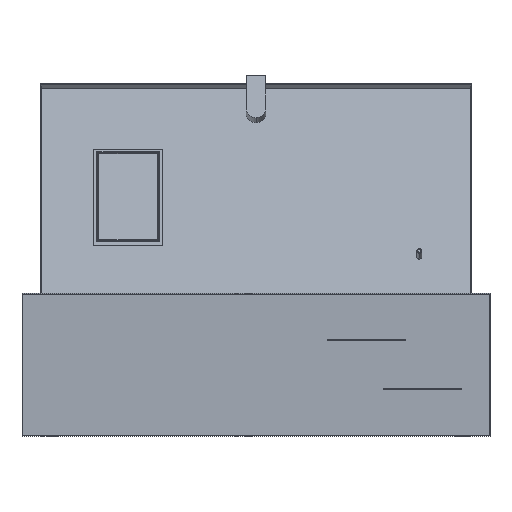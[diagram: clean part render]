
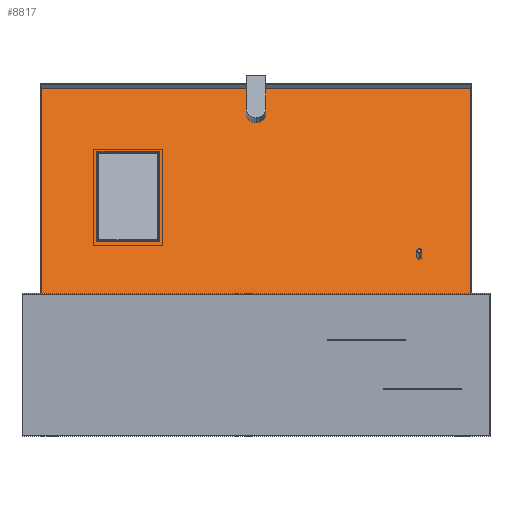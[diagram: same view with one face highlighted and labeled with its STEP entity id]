
A CAD part, left-side view. The second image highlights one B-rep face of the part: STEP entity #8817.
In plain terms, the highlighted face is planar.
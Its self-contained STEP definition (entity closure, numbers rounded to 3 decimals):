
#16 = CARTESIAN_POINT ( 'NONE',  ( 55., 111.5, -1. ) ) ;
#128 = EDGE_CURVE ( 'NONE', #13338, #6787, #3447, .T. ) ;
#140 = CIRCLE ( 'NONE', #4159, 11.5 ) ;
#395 = EDGE_CURVE ( 'NONE', #6787, #5296, #8785, .T. ) ;
#485 = CARTESIAN_POINT ( 'NONE',  ( 0., -247.5, -1. ) ) ;
#527 = ORIENTED_EDGE ( 'NONE', *, *, #3568, .T. ) ;
#534 = ORIENTED_EDGE ( 'NONE', *, *, #8779, .T. ) ;
#634 = CARTESIAN_POINT ( 'NONE',  ( -91., 0., -1. ) ) ;
#742 = LINE ( 'NONE', #8436, #6455 ) ;
#799 = CARTESIAN_POINT ( 'NONE',  ( -132.5, 247.5, -1. ) ) ;
#888 = DIRECTION ( 'NONE',  ( 1., 0., 0. ) ) ;
#933 = CARTESIAN_POINT ( 'NONE',  ( -55., 183.5, -1. ) ) ;
#1148 = CARTESIAN_POINT ( 'NONE',  ( -102.5, 0., -1. ) ) ;
#1260 = DIRECTION ( 'NONE',  ( 0., -1., 0. ) ) ;
#1319 = PLANE ( 'NONE',  #13243 ) ;
#1393 = EDGE_LOOP ( 'NONE', ( #8726, #6041 ) ) ;
#1550 = VECTOR ( 'NONE', #9900, 1000. ) ;
#1590 = ORIENTED_EDGE ( 'NONE', *, *, #9788, .T. ) ;
#1725 = DIRECTION ( 'NONE',  ( 1., 0., 0. ) ) ;
#1890 = DIRECTION ( 'NONE',  ( 0., 1., 0. ) ) ;
#1964 = CARTESIAN_POINT ( 'NONE',  ( 73.5, -188.5, -1. ) ) ;
#2332 = CARTESIAN_POINT ( 'NONE',  ( 132.5, 0., -1. ) ) ;
#2369 = CARTESIAN_POINT ( 'NONE',  ( 76.5, -188.5, -1. ) ) ;
#2388 = CARTESIAN_POINT ( 'NONE',  ( 55., 0., -1. ) ) ;
#2484 = ORIENTED_EDGE ( 'NONE', *, *, #13299, .F. ) ;
#2838 = DIRECTION ( 'NONE',  ( -1., 0., 0. ) ) ;
#2841 = FACE_OUTER_BOUND ( 'NONE', #3817, .T. ) ;
#2909 = ORIENTED_EDGE ( 'NONE', *, *, #11806, .F. ) ;
#3309 = DIRECTION ( 'NONE',  ( 0., 0., 1. ) ) ;
#3447 = LINE ( 'NONE', #2332, #12916 ) ;
#3455 = CARTESIAN_POINT ( 'NONE',  ( -55., 0., -1. ) ) ;
#3568 = EDGE_CURVE ( 'NONE', #10618, #4186, #4587, .T. ) ;
#3817 = EDGE_LOOP ( 'NONE', ( #2909, #11503, #13308, #4256 ) ) ;
#3851 = EDGE_CURVE ( 'NONE', #7917, #10618, #5977, .T. ) ;
#4159 = AXIS2_PLACEMENT_3D ( 'NONE', #1148, #3309, #6210 ) ;
#4186 = VERTEX_POINT ( 'NONE', #12605 ) ;
#4189 = CARTESIAN_POINT ( 'NONE',  ( 0., 111.5, -1. ) ) ;
#4241 = AXIS2_PLACEMENT_3D ( 'NONE', #1964, #6838, #888 ) ;
#4256 = ORIENTED_EDGE ( 'NONE', *, *, #10070, .F. ) ;
#4378 = VECTOR ( 'NONE', #2838, 1000. ) ;
#4587 = LINE ( 'NONE', #3455, #6984 ) ;
#5169 = VERTEX_POINT ( 'NONE', #10016 ) ;
#5296 = VERTEX_POINT ( 'NONE', #799 ) ;
#5977 = LINE ( 'NONE', #8807, #11804 ) ;
#6041 = ORIENTED_EDGE ( 'NONE', *, *, #9947, .T. ) ;
#6185 = DIRECTION ( 'NONE',  ( 0., 0., 1. ) ) ;
#6210 = DIRECTION ( 'NONE',  ( 1., 0., 0. ) ) ;
#6420 = LINE ( 'NONE', #485, #10547 ) ;
#6455 = VECTOR ( 'NONE', #13032, 1000. ) ;
#6472 = VERTEX_POINT ( 'NONE', #2369 ) ;
#6631 = LINE ( 'NONE', #4189, #1550 ) ;
#6633 = CARTESIAN_POINT ( 'NONE',  ( 132.5, -247.5, -1. ) ) ;
#6715 = CARTESIAN_POINT ( 'NONE',  ( 73.5, -188.5, -1. ) ) ;
#6787 = VERTEX_POINT ( 'NONE', #8019 ) ;
#6838 = DIRECTION ( 'NONE',  ( 0., 0., -1. ) ) ;
#6984 = VECTOR ( 'NONE', #1260, 1000. ) ;
#7157 = DIRECTION ( 'NONE',  ( 1., 0., 0. ) ) ;
#7308 = VERTEX_POINT ( 'NONE', #16 ) ;
#7495 = DIRECTION ( 'NONE',  ( -1., 0., 0. ) ) ;
#7534 = CARTESIAN_POINT ( 'NONE',  ( 55., 183.5, -1. ) ) ;
#7765 = ORIENTED_EDGE ( 'NONE', *, *, #9091, .F. ) ;
#7917 = VERTEX_POINT ( 'NONE', #7534 ) ;
#8019 = CARTESIAN_POINT ( 'NONE',  ( 132.5, 247.5, -1. ) ) ;
#8059 = DIRECTION ( 'NONE',  ( 1., 0., 0. ) ) ;
#8111 = CIRCLE ( 'NONE', #8937, 11.5 ) ;
#8140 = FACE_BOUND ( 'NONE', #12009, .T. ) ;
#8436 = CARTESIAN_POINT ( 'NONE',  ( -132.5, 0., -1. ) ) ;
#8617 = VERTEX_POINT ( 'NONE', #634 ) ;
#8726 = ORIENTED_EDGE ( 'NONE', *, *, #12832, .T. ) ;
#8779 = EDGE_CURVE ( 'NONE', #7308, #7917, #10351, .T. ) ;
#8785 = LINE ( 'NONE', #11838, #4378 ) ;
#8790 = FACE_BOUND ( 'NONE', #11326, .T. ) ;
#8807 = CARTESIAN_POINT ( 'NONE',  ( 0., 183.5, -1. ) ) ;
#8817 = ADVANCED_FACE ( 'NONE', ( #8790, #12064, #2841, #8140 ), #1319, .F. ) ;
#8937 = AXIS2_PLACEMENT_3D ( 'NONE', #11333, #9163, #8059 ) ;
#9011 = CARTESIAN_POINT ( 'NONE',  ( 0., 0., -1. ) ) ;
#9091 = EDGE_CURVE ( 'NONE', #6472, #11047, #11320, .T. ) ;
#9163 = DIRECTION ( 'NONE',  ( 0., 0., 1. ) ) ;
#9541 = CIRCLE ( 'NONE', #4241, 3. ) ;
#9788 = EDGE_CURVE ( 'NONE', #4186, #7308, #6631, .T. ) ;
#9900 = DIRECTION ( 'NONE',  ( 1., 0., 0. ) ) ;
#9947 = EDGE_CURVE ( 'NONE', #5169, #8617, #140, .T. ) ;
#10016 = CARTESIAN_POINT ( 'NONE',  ( -114., 0., -1. ) ) ;
#10070 = EDGE_CURVE ( 'NONE', #12558, #13338, #6420, .T. ) ;
#10117 = DIRECTION ( 'NONE',  ( 0., 1., 0. ) ) ;
#10351 = LINE ( 'NONE', #2388, #11257 ) ;
#10500 = AXIS2_PLACEMENT_3D ( 'NONE', #6715, #13473, #7157 ) ;
#10547 = VECTOR ( 'NONE', #12951, 1000. ) ;
#10618 = VERTEX_POINT ( 'NONE', #933 ) ;
#11047 = VERTEX_POINT ( 'NONE', #12589 ) ;
#11133 = ORIENTED_EDGE ( 'NONE', *, *, #3851, .T. ) ;
#11248 = CARTESIAN_POINT ( 'NONE',  ( -132.5, -247.5, -1. ) ) ;
#11257 = VECTOR ( 'NONE', #10117, 1000. ) ;
#11320 = CIRCLE ( 'NONE', #10500, 3. ) ;
#11326 = EDGE_LOOP ( 'NONE', ( #11133, #527, #1590, #534 ) ) ;
#11333 = CARTESIAN_POINT ( 'NONE',  ( -102.5, 0., -1. ) ) ;
#11503 = ORIENTED_EDGE ( 'NONE', *, *, #395, .F. ) ;
#11804 = VECTOR ( 'NONE', #7495, 1000. ) ;
#11806 = EDGE_CURVE ( 'NONE', #5296, #12558, #742, .T. ) ;
#11838 = CARTESIAN_POINT ( 'NONE',  ( 0., 247.5, -1. ) ) ;
#12009 = EDGE_LOOP ( 'NONE', ( #7765, #2484 ) ) ;
#12064 = FACE_BOUND ( 'NONE', #1393, .T. ) ;
#12558 = VERTEX_POINT ( 'NONE', #11248 ) ;
#12589 = CARTESIAN_POINT ( 'NONE',  ( 70.5, -188.5, -1. ) ) ;
#12605 = CARTESIAN_POINT ( 'NONE',  ( -55., 111.5, -1. ) ) ;
#12832 = EDGE_CURVE ( 'NONE', #8617, #5169, #8111, .T. ) ;
#12916 = VECTOR ( 'NONE', #1890, 1000. ) ;
#12951 = DIRECTION ( 'NONE',  ( 1., 0., 0. ) ) ;
#13032 = DIRECTION ( 'NONE',  ( 0., -1., 0. ) ) ;
#13243 = AXIS2_PLACEMENT_3D ( 'NONE', #9011, #6185, #1725 ) ;
#13299 = EDGE_CURVE ( 'NONE', #11047, #6472, #9541, .T. ) ;
#13308 = ORIENTED_EDGE ( 'NONE', *, *, #128, .F. ) ;
#13338 = VERTEX_POINT ( 'NONE', #6633 ) ;
#13473 = DIRECTION ( 'NONE',  ( 0., 0., -1. ) ) ;
